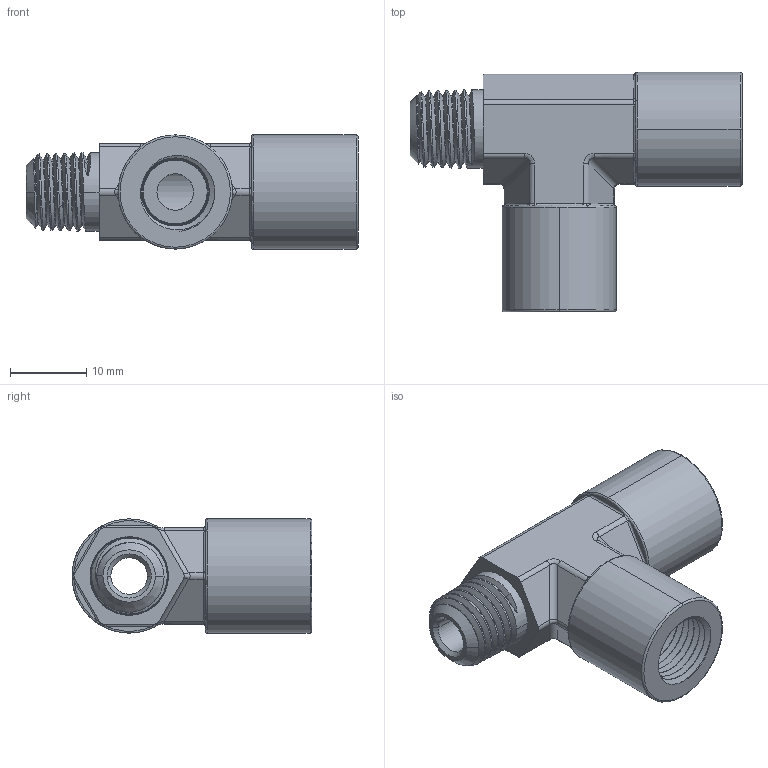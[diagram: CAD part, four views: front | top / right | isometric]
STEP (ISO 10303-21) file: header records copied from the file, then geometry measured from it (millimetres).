
FILE_DESCRIPTION((''),'2;1');
FILE_NAME('001_H-SRT_MASTER','2025-07-07T15:56:09',('Administrator'),(''),'CREO PARAMETRIC BY PTC INC, 2020414','CREO PARAMETRIC BY PTC INC, 2020414','');
FILE_SCHEMA(('AUTOMOTIVE_DESIGN { 1 0 10303 214 1 1 1 1 }'));
Length unit declared in the file: millimetre
Products named in the file (1): 001_H-SRT_MASTER
Bounding box: 43.6 x 31.5 x 15 mm (x, y, z)
Volume: 5874.6 mm3; surface area: 5281.8 mm2
Topology: 1 solids, 1 shells, 234 faces, 614 edges, 396 vertices
Faces by surface type: bspline 80, cone 66, cylinder 46, plane 34, torus 8
Entity records: 36388 total; most frequent: CARTESIAN_POINT 29373, ORIENTED_EDGE 1208, DIRECTION 781, PRESENTATION_STYLE_ASSIGNMENT 616, STYLED_ITEM 616, CURVE_STYLE 615, EDGE_CURVE 604, VERTEX_POINT 374
